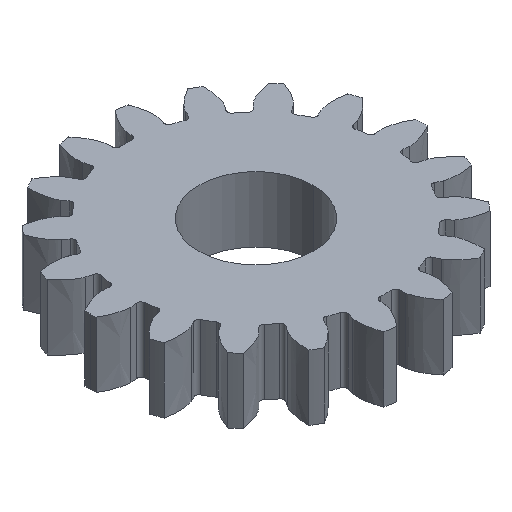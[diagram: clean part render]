
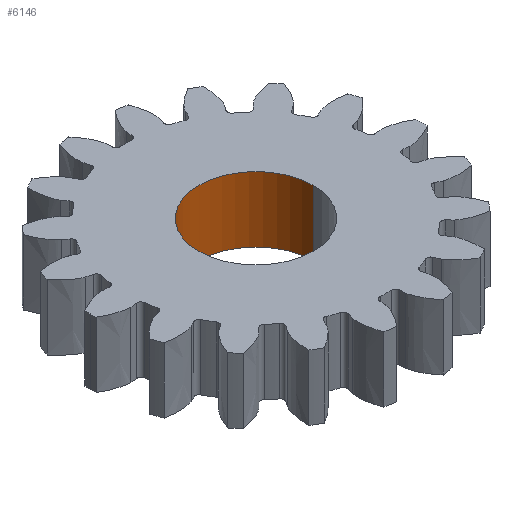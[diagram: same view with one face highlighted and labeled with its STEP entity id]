
A CAD part, isometric view. The second image highlights one B-rep face of the part: STEP entity #6146.
In plain terms, the highlighted cylindrical face has radius 35 mm (diameter 70 mm), a partial arc.
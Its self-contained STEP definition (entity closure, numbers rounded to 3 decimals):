
#6105=CARTESIAN_POINT('POINT287',(-35.,0.,20.));
#6106=VERTEX_POINT('VERTEX287',#6105);
#6107=CARTESIAN_POINT('POINT288',(-35.,0.,-20.));
#6108=VERTEX_POINT('VERTEX288',#6107);
#6109=CARTESIAN_POINT('POS465',(-35.,0.,20.));
#6110=DIRECTION('DIR714',(0.,0.,-1.));
#6111=VECTOR('VEC216',#6110,10.);
#6112=LINE('STRAIGHT216',#6109,#6111);
#6113=EDGE_CURVE('EDGE428',#6106,#6108,#6112,.T.);
#6114=ORIENTED_EDGE('COEDGE569',*,*,#6113,.T.);
#6115=CARTESIAN_POINT('POINT289',(35.,0.,-20.));
#6116=VERTEX_POINT('VERTEX289',#6115);
#6117=CARTESIAN_POINT('POS466',(0.,0.,-20.));
#6118=DIRECTION('DIR715',(0.,0.,1.));
#6119=DIRECTION('DIR716',(-1.,0.,0.));
#6120=AXIS2_PLACEMENT_3D('AXIS250',#6117,#6118,#6119);
#6121=CIRCLE('ELLIPSE143',#6120,35.);
#6122=EDGE_CURVE('EDGE429',#6108,#6116,#6121,.F.);
#6123=ORIENTED_EDGE('COEDGE570',*,*,#6122,.T.);
#6124=CARTESIAN_POINT('POINT290',(35.,0.,20.));
#6125=VERTEX_POINT('VERTEX290',#6124);
#6126=CARTESIAN_POINT('POS467',(35.,0.,20.)
   );
#6127=DIRECTION('DIR717',(0.,0.,-1.));
#6128=VECTOR('VEC217',#6127,10.);
#6129=LINE('STRAIGHT217',#6126,#6128);
#6130=EDGE_CURVE('EDGE430',#6125,#6116,#6129,.T.);
#6131=ORIENTED_EDGE('COEDGE571',*,*,#6130,.F.);
#6132=CARTESIAN_POINT('POS468',(0.,0.,20.));
#6133=DIRECTION('DIR718',(0.,0.,1.));
#6134=DIRECTION('DIR719',(-1.,0.,0.));
#6135=AXIS2_PLACEMENT_3D('AXIS251',#6132,#6133,#6134);
#6136=CIRCLE('ELLIPSE144',#6135,35.);
#6137=EDGE_CURVE('EDGE431',#6106,#6125,#6136,.F.);
#6138=ORIENTED_EDGE('COEDGE572',*,*,#6137,.F.);
#6139=EDGE_LOOP('NONE',(#6114,#6123,#6131,#6138));
#6140=FACE_BOUND('LOOP1',#6139,.T.);
#6141=CARTESIAN_POINT('POS469',(0.,0.,20.));
#6142=DIRECTION('DIR720',(0.,0.,-1.));
#6143=DIRECTION('DIR721',(-1.,0.,0.));
#6144=AXIS2_PLACEMENT_3D('AXIS252',#6141,#6142,#6143);
#6145=CYLINDRICAL_SURFACE('CONE_SURF72',#6144,35.);
#6146=ADVANCED_FACE('FACE143',(#6140),#6145,.F.);
